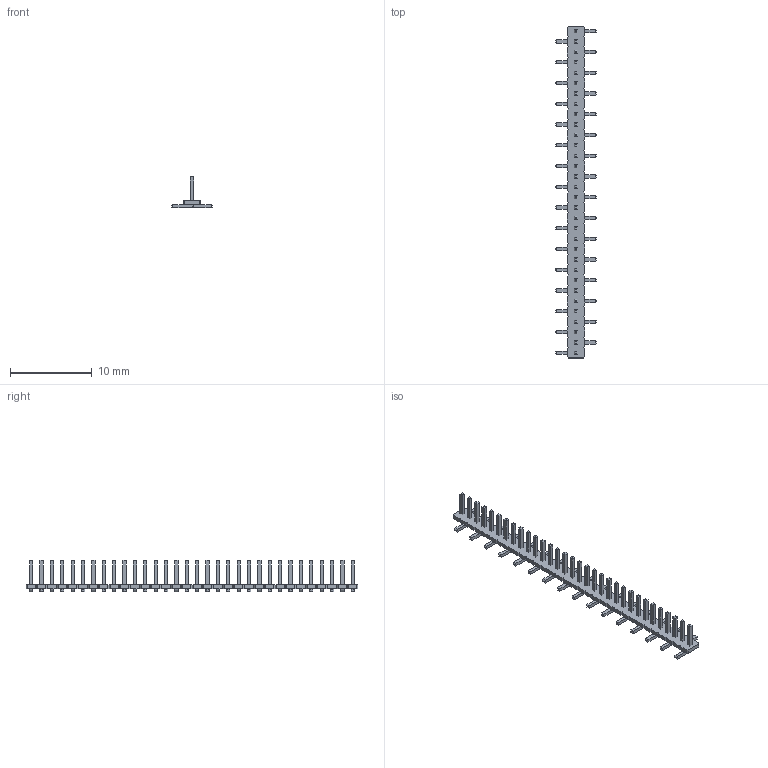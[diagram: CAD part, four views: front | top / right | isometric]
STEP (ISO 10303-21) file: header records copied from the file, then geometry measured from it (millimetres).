
FILE_DESCRIPTION(/* description */ ('model of PinHeader_1x32_P1.27mm_Vertical_SMD_Pin1Right'),/* implementation_level */ '2;1');
FILE_NAME(/* name */ 'PinHeader_1x32_P1.27mm_Vertical_SMD_Pin1Right.step',/* time_stamp */ '2018-01-24T12:17:49',/* author */ ('kicad StepUp','ksu'),/* organization */ ('FreeCAD'),/* preprocessor_version */ 'OCC',/* originating_system */ 'kicad StepUp',/* authorisation */ '');
FILE_SCHEMA(('AUTOMOTIVE_DESIGN { 1 0 10303 214 1 1 1 1 }'));
Length unit declared in the file: millimetre
Products named in the file (2): PinHeader_1x32_P127mm_Vertical_SMD_Pin1Right; Shape0_817428516183
Bounding box: 4.9 x 40.64 x 3.9 mm (x, y, z)
Volume: 72.8 mm3; surface area: 528.1 mm2
Topology: 33 solids, 33 shells, 740 faces, 1766 edges, 1092 vertices
Faces by surface type: plane 708, cylinder 32
Entity records: 13397 total; most frequent: ORIENTED_EDGE 2730, CARTESIAN_POINT 2087, EDGE_CURVE 1766, LINE 1702, VERTEX_POINT 1092, AXIS2_PLACEMENT_3D 789, ADVANCED_FACE 740, FACE_BOUND 740
